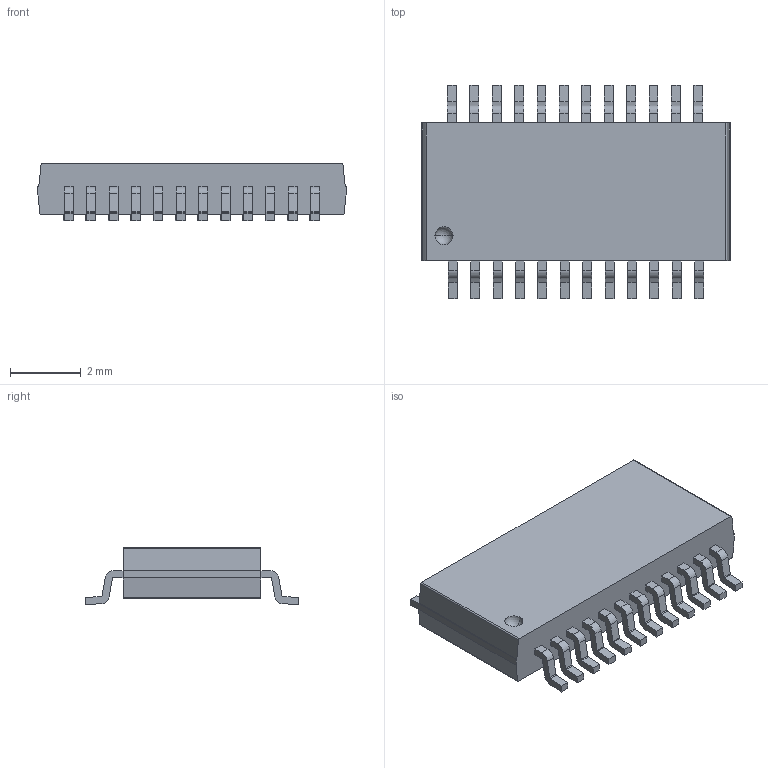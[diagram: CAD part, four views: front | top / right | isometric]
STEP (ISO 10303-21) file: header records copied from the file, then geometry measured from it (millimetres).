
FILE_DESCRIPTION(('STEP AP214'),'1');
FILE_NAME('S24S.step','2020-10-30T09:55:27',(' '),('ANSOFT Corporation'),'Spatial InterOp 3D',' ',' ');
FILE_SCHEMA(('AUTOMOTIVE_DESIGN { 1 0 10303 214 1 1 1 1 }'));
Length unit declared in the file: millimetre
Products named in the file (1): compound
Bounding box: 8.74 x 6.05 x 1.63 mm (x, y, z)
Volume: 51.4 mm3; surface area: 141.9 mm2
Topology: 25 solids, 25 shells, 354 faces, 913 edges, 608 vertices
Faces by surface type: plane 252, cylinder 100, sphere 2
Entity records: 13880 total; most frequent: CARTESIAN_POINT 1898, DIRECTION 1874, ORIENTED_EDGE 1822, EDGE_CURVE 911, LINE 706, VECTOR 706, VERTEX_POINT 608, AXIS2_PLACEMENT_3D 584
